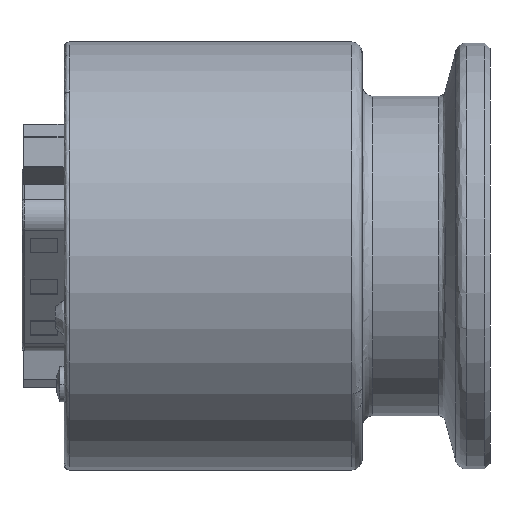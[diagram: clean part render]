
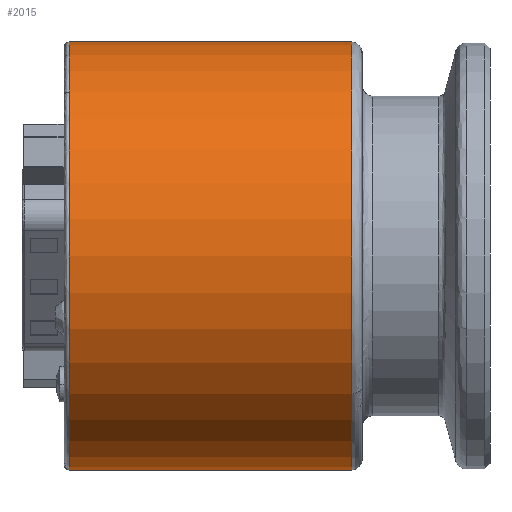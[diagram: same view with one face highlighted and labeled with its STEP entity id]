
A CAD part, left-side view. The second image highlights one B-rep face of the part: STEP entity #2015.
In plain terms, the highlighted cylindrical face has radius 20.1 mm (diameter 40.2 mm), a partial arc.
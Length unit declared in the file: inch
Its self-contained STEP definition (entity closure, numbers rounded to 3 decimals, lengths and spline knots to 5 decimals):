
#529 = LINE ( 'NONE', #9187, #2599 ) ;
#744 = EDGE_CURVE ( 'NONE', #1213, #1604, #5111, .T. ) ;
#1204 = DIRECTION ( 'NONE',  ( 0., 1., 0. ) ) ;
#1213 = VERTEX_POINT ( 'NONE', #8204 ) ;
#1271 = CARTESIAN_POINT ( 'NONE',  ( -0.00001, 1.75197, 0.00002 ) ) ;
#1464 = CARTESIAN_POINT ( 'NONE',  ( -0.00001, 1.75197, 0.00002 ) ) ;
#1604 = VERTEX_POINT ( 'NONE', #9172 ) ;
#1708 = CIRCLE ( 'NONE', #3550, 0.79134 ) ;
#2015 = ADVANCED_FACE ( 'NONE', ( #2948 ), #4851, .T. ) ;
#2117 = VERTEX_POINT ( 'NONE', #8683 ) ;
#2167 = DIRECTION ( 'NONE',  ( 0., 1., 0. ) ) ;
#2215 = DIRECTION ( 'NONE',  ( 0., -1., 0. ) ) ;
#2353 = DIRECTION ( 'NONE',  ( 0., 0., 1. ) ) ;
#2599 = VECTOR ( 'NONE', #10166, 39.37008 ) ;
#2682 = CIRCLE ( 'NONE', #9135, 0.79134 ) ;
#2809 = VECTOR ( 'NONE', #1204, 39.37008 ) ;
#2811 = VERTEX_POINT ( 'NONE', #6985 ) ;
#2948 = FACE_OUTER_BOUND ( 'NONE', #3817, .T. ) ;
#3014 = AXIS2_PLACEMENT_3D ( 'NONE', #1464, #2215, #4969 ) ;
#3514 = DIRECTION ( 'NONE',  ( 0., 1., 0. ) ) ;
#3550 = AXIS2_PLACEMENT_3D ( 'NONE', #5239, #3514, #7048 ) ;
#3817 = EDGE_LOOP ( 'NONE', ( #7629, #9018, #8706, #5760, #5800, #3905 ) ) ;
#3889 = EDGE_CURVE ( 'NONE', #2117, #2811, #529, .T. ) ;
#3905 = ORIENTED_EDGE ( 'NONE', *, *, #5823, .T. ) ;
#4851 = CYLINDRICAL_SURFACE ( 'NONE', #8649, 0.79134 ) ;
#4969 = DIRECTION ( 'NONE',  ( 0., 0., 1. ) ) ;
#5111 = CIRCLE ( 'NONE', #10277, 0.79134 ) ;
#5181 = VERTEX_POINT ( 'NONE', #8361 ) ;
#5239 = CARTESIAN_POINT ( 'NONE',  ( -0.00001, 0.70866, 0.00002 ) ) ;
#5760 = ORIENTED_EDGE ( 'NONE', *, *, #3889, .T. ) ;
#5800 = ORIENTED_EDGE ( 'NONE', *, *, #6485, .T. ) ;
#5823 = EDGE_CURVE ( 'NONE', #5181, #10942, #6529, .T. ) ;
#6155 = DIRECTION ( 'NONE',  ( 0., 0., 1. ) ) ;
#6433 = CARTESIAN_POINT ( 'NONE',  ( -0.00001, 1.75197, -0.79132 ) ) ;
#6485 = EDGE_CURVE ( 'NONE', #2811, #5181, #2682, .T. ) ;
#6529 = CIRCLE ( 'NONE', #3014, 0.79134 ) ;
#6575 = LINE ( 'NONE', #8186, #2809 ) ;
#6985 = CARTESIAN_POINT ( 'NONE',  ( -0.00001, 1.75197, 0.79136 ) ) ;
#7048 = DIRECTION ( 'NONE',  ( 0., 0., 1. ) ) ;
#7082 = DIRECTION ( 'NONE',  ( 0., 1., 0. ) ) ;
#7622 = DIRECTION ( 'NONE',  ( 0., -1., 0. ) ) ;
#7629 = ORIENTED_EDGE ( 'NONE', *, *, #10631, .F. ) ;
#8186 = CARTESIAN_POINT ( 'NONE',  ( -0.00001, 1.69291, -0.79132 ) ) ;
#8204 = CARTESIAN_POINT ( 'NONE',  ( -0.00001, 0.70866, -0.79132 ) ) ;
#8348 = DIRECTION ( 'NONE',  ( 0., 0., 1. ) ) ;
#8361 = CARTESIAN_POINT ( 'NONE',  ( -0.50868, 1.75197, 0.60622 ) ) ;
#8649 = AXIS2_PLACEMENT_3D ( 'NONE', #9126, #2167, #8348 ) ;
#8683 = CARTESIAN_POINT ( 'NONE',  ( -0.00001, 0.70866, 0.79136 ) ) ;
#8706 = ORIENTED_EDGE ( 'NONE', *, *, #10553, .T. ) ;
#9018 = ORIENTED_EDGE ( 'NONE', *, *, #744, .T. ) ;
#9126 = CARTESIAN_POINT ( 'NONE',  ( -0.00001, 1.69291, 0.00002 ) ) ;
#9135 = AXIS2_PLACEMENT_3D ( 'NONE', #1271, #7622, #2353 ) ;
#9172 = CARTESIAN_POINT ( 'NONE',  ( -0.60621, 0.70866, -0.50865 ) ) ;
#9187 = CARTESIAN_POINT ( 'NONE',  ( -0.00001, 1.69291, 0.79136 ) ) ;
#9720 = CARTESIAN_POINT ( 'NONE',  ( -0.00001, 0.70866, 0.00002 ) ) ;
#10166 = DIRECTION ( 'NONE',  ( 0., 1., 0. ) ) ;
#10277 = AXIS2_PLACEMENT_3D ( 'NONE', #9720, #7082, #6155 ) ;
#10553 = EDGE_CURVE ( 'NONE', #1604, #2117, #1708, .T. ) ;
#10631 = EDGE_CURVE ( 'NONE', #1213, #10942, #6575, .T. ) ;
#10942 = VERTEX_POINT ( 'NONE', #6433 ) ;
